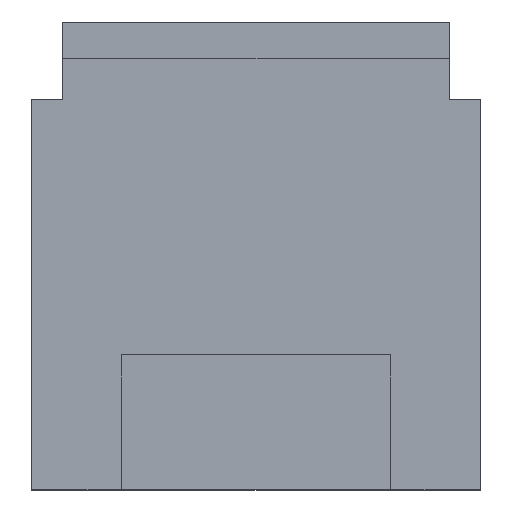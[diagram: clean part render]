
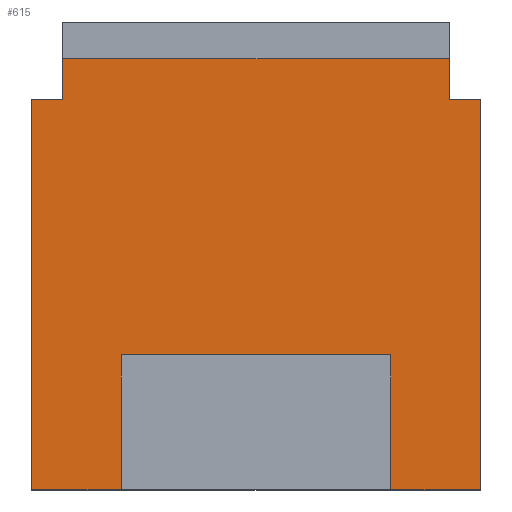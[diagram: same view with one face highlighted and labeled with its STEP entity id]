
A CAD part, top view. The second image highlights one B-rep face of the part: STEP entity #615.
In plain terms, the highlighted planar face has unit normal (0, 0, 1).
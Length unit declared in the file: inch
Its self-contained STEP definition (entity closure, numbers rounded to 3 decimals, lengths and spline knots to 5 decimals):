
#544=FACE_OUTER_BOUND('',#769,.T.);
#615=ADVANCED_FACE('',(#544),#686,.F.);
#686=PLANE('',#1929);
#769=EDGE_LOOP('',(#947,#948,#949,#950,#951,#952,#953,#954,#955,#956,#957,
#958));
#947=ORIENTED_EDGE('',*,*,#1439,.F.);
#948=ORIENTED_EDGE('',*,*,#1407,.T.);
#949=ORIENTED_EDGE('',*,*,#1361,.F.);
#950=ORIENTED_EDGE('',*,*,#1413,.F.);
#951=ORIENTED_EDGE('',*,*,#1440,.F.);
#952=ORIENTED_EDGE('',*,*,#1441,.F.);
#953=ORIENTED_EDGE('',*,*,#1365,.F.);
#954=ORIENTED_EDGE('',*,*,#1410,.F.);
#955=ORIENTED_EDGE('',*,*,#1442,.F.);
#956=ORIENTED_EDGE('',*,*,#1443,.F.);
#957=ORIENTED_EDGE('',*,*,#1437,.T.);
#958=ORIENTED_EDGE('',*,*,#1444,.F.);
#1233=VERTEX_POINT('',#2369);
#1234=VERTEX_POINT('',#2371);
#1237=VERTEX_POINT('',#2377);
#1238=VERTEX_POINT('',#2379);
#1275=VERTEX_POINT('',#2462);
#1276=VERTEX_POINT('',#2466);
#1278=VERTEX_POINT('',#2472);
#1292=VERTEX_POINT('',#2515);
#1293=VERTEX_POINT('',#2517);
#1294=VERTEX_POINT('',#2521);
#1295=VERTEX_POINT('',#2523);
#1296=VERTEX_POINT('',#2526);
#1361=EDGE_CURVE('',#1233,#1234,#1553,.T.);
#1365=EDGE_CURVE('',#1237,#1238,#1557,.T.);
#1407=EDGE_CURVE('',#1275,#1234,#1599,.T.);
#1410=EDGE_CURVE('',#1276,#1237,#1602,.T.);
#1413=EDGE_CURVE('',#1278,#1233,#1605,.T.);
#1437=EDGE_CURVE('',#1293,#1292,#1629,.T.);
#1439=EDGE_CURVE('',#1275,#1294,#1631,.T.);
#1440=EDGE_CURVE('',#1295,#1278,#1632,.T.);
#1441=EDGE_CURVE('',#1238,#1295,#1633,.T.);
#1442=EDGE_CURVE('',#1296,#1276,#1634,.T.);
#1443=EDGE_CURVE('',#1293,#1296,#1635,.T.);
#1444=EDGE_CURVE('',#1294,#1292,#1636,.T.);
#1553=LINE('',#2370,#1745);
#1557=LINE('',#2378,#1749);
#1599=LINE('',#2461,#1791);
#1602=LINE('',#2467,#1794);
#1605=LINE('',#2473,#1797);
#1629=LINE('',#2516,#1821);
#1631=LINE('',#2520,#1823);
#1632=LINE('',#2522,#1824);
#1633=LINE('',#2524,#1825);
#1634=LINE('',#2525,#1826);
#1635=LINE('',#2527,#1827);
#1636=LINE('',#2528,#1828);
#1745=VECTOR('',#2013,1.);
#1749=VECTOR('',#2017,1.);
#1791=VECTOR('',#2067,1.);
#1794=VECTOR('',#2072,1.);
#1797=VECTOR('',#2077,1.);
#1821=VECTOR('',#2111,1.);
#1823=VECTOR('',#2115,1.);
#1824=VECTOR('',#2116,1.);
#1825=VECTOR('',#2117,1.);
#1826=VECTOR('',#2118,1.);
#1827=VECTOR('',#2119,1.);
#1828=VECTOR('',#2120,1.);
#1929=AXIS2_PLACEMENT_3D('',#2529,#2121,#2122);
#2013=DIRECTION('',(-1.,0.,0.));
#2017=DIRECTION('',(-1.,0.,0.));
#2067=DIRECTION('',(0.,-1.,0.));
#2072=DIRECTION('',(0.,-1.,0.));
#2077=DIRECTION('',(0.,-1.,0.));
#2111=DIRECTION('',(-1.,0.,0.));
#2115=DIRECTION('',(1.,0.,0.));
#2116=DIRECTION('',(-1.,0.,0.));
#2117=DIRECTION('',(0.,1.,0.));
#2118=DIRECTION('',(1.,0.,0.));
#2119=DIRECTION('',(0.,-1.,0.));
#2120=DIRECTION('',(0.,1.,0.));
#2121=DIRECTION('',(0.,0.,-1.));
#2122=DIRECTION('',(0.,1.,0.));
#2369=CARTESIAN_POINT('',(0.1,0.,0.2));
#2370=CARTESIAN_POINT('',(0.1,0.,0.2));
#2371=CARTESIAN_POINT('',(0.,0.,0.2));
#2377=CARTESIAN_POINT('',(0.5,0.,0.2));
#2378=CARTESIAN_POINT('',(0.5,0.,0.2));
#2379=CARTESIAN_POINT('',(0.4,0.,0.2));
#2461=CARTESIAN_POINT('',(0.,0.48,0.2));
#2462=CARTESIAN_POINT('',(0.,0.435,0.2));
#2466=CARTESIAN_POINT('',(0.5,0.435,0.2));
#2467=CARTESIAN_POINT('',(0.5,5.,0.2));
#2472=CARTESIAN_POINT('',(0.1,0.15,0.2));
#2473=CARTESIAN_POINT('',(0.1,5.,0.2));
#2515=CARTESIAN_POINT('',(0.035,0.48,0.2));
#2516=CARTESIAN_POINT('',(10.,0.48,0.2));
#2517=CARTESIAN_POINT('',(0.465,0.48,0.2));
#2520=CARTESIAN_POINT('',(10.,0.435,0.2));
#2521=CARTESIAN_POINT('',(0.035,0.435,0.2));
#2522=CARTESIAN_POINT('',(10.,0.15,0.2));
#2523=CARTESIAN_POINT('',(0.4,0.15,0.2));
#2524=CARTESIAN_POINT('',(0.4,5.,0.2));
#2525=CARTESIAN_POINT('',(10.,0.435,0.2));
#2526=CARTESIAN_POINT('',(0.465,0.435,0.2));
#2527=CARTESIAN_POINT('',(0.465,0.48,0.2));
#2528=CARTESIAN_POINT('',(0.035,0.48,0.2));
#2529=CARTESIAN_POINT('',(10.,0.48,0.2));
